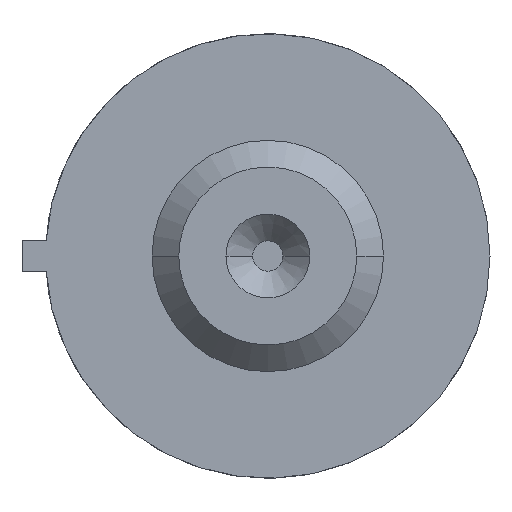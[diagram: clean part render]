
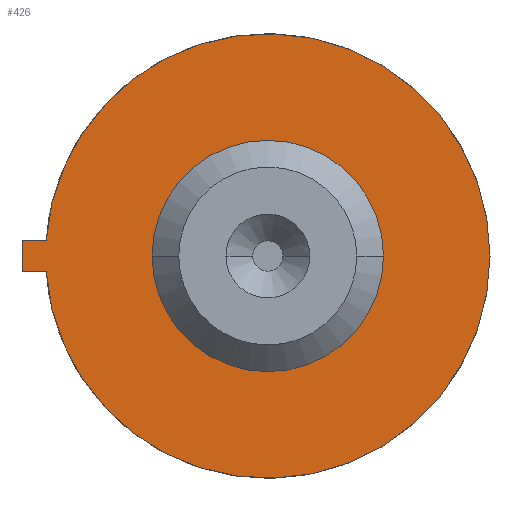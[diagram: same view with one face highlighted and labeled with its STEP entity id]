
A CAD part, front view. The second image highlights one B-rep face of the part: STEP entity #426.
In plain terms, the highlighted planar face has unit normal (0, -1, 0).
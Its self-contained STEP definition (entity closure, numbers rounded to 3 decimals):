
#1=DIRECTION('',(-1.,0.,0.));
#2=VECTOR('',#1,0.768);
#3=CARTESIAN_POINT('',(-7.057,0.,-0.5));
#4=LINE('',#3,#2);
#5=DIRECTION('',(0.,0.,1.));
#6=VECTOR('',#5,1.);
#7=CARTESIAN_POINT('',(-7.825,0.,-0.5));
#8=LINE('',#7,#6);
#9=DIRECTION('',(1.,0.,0.));
#10=VECTOR('',#9,0.768);
#11=CARTESIAN_POINT('',(-7.825,0.,0.5));
#12=LINE('',#11,#10);
#13=CARTESIAN_POINT('',(0.,0.,0.));
#14=DIRECTION('',(0.,-1.,0.));
#15=DIRECTION('',(1.,0.,0.));
#16=AXIS2_PLACEMENT_3D('',#13,#14,#15);
#18=CARTESIAN_POINT('',(0.,0.,0.));
#19=DIRECTION('',(0.,-1.,0.));
#20=DIRECTION('',(-1.,0.,0.));
#21=AXIS2_PLACEMENT_3D('',#18,#19,#20);
#33=CARTESIAN_POINT('',(0.,0.,0.));
#34=DIRECTION('',(0.,1.,0.));
#35=DIRECTION('',(1.,0.,0.));
#36=AXIS2_PLACEMENT_3D('',#33,#34,#35);
#68=CARTESIAN_POINT('',(0.,0.,0.));
#69=DIRECTION('',(0.,-1.,0.));
#70=DIRECTION('',(1.,0.,0.));
#71=AXIS2_PLACEMENT_3D('',#68,#69,#70);
#321=CARTESIAN_POINT('',(7.075,0.,0.));
#323=VERTEX_POINT('',#321);
#355=CARTESIAN_POINT('',(-7.825,0.,-0.5));
#356=CARTESIAN_POINT('',(-7.825,0.,0.5));
#357=VERTEX_POINT('',#355);
#358=VERTEX_POINT('',#356);
#367=CARTESIAN_POINT('',(-7.057,0.,0.5));
#368=VERTEX_POINT('',#367);
#371=CARTESIAN_POINT('',(-7.057,0.,-0.5));
#372=VERTEX_POINT('',#371);
#383=CARTESIAN_POINT('',(3.683,0.,0.));
#384=CARTESIAN_POINT('',(-3.683,0.,0.));
#385=VERTEX_POINT('',#383);
#386=VERTEX_POINT('',#384);
#403=CARTESIAN_POINT('',(0.,0.,0.));
#404=DIRECTION('',(0.,-1.,0.));
#405=DIRECTION('',(-1.,0.,0.));
#406=AXIS2_PLACEMENT_3D('',#403,#404,#405);
#407=PLANE('',#406);
#409=ORIENTED_EDGE('',*,*,#408,.T.);
#411=ORIENTED_EDGE('',*,*,#410,.T.);
#413=ORIENTED_EDGE('',*,*,#412,.T.);
#415=ORIENTED_EDGE('',*,*,#414,.T.);
#417=ORIENTED_EDGE('',*,*,#416,.F.);
#418=EDGE_LOOP('',(#409,#411,#413,#415,#417));
#419=FACE_OUTER_BOUND('',#418,.F.);
#421=ORIENTED_EDGE('',*,*,#420,.T.);
#423=ORIENTED_EDGE('',*,*,#422,.T.);
#424=EDGE_LOOP('',(#421,#423));
#425=FACE_BOUND('',#424,.F.);
#426=ADVANCED_FACE('',(#419,#425),#407,.T.);
#17=CIRCLE('',#16,3.683);
#22=CIRCLE('',#21,3.683);
#37=CIRCLE('',#36,7.075);
#72=CIRCLE('',#71,7.075);
#408=EDGE_CURVE('',#323,#372,#37,.T.);
#410=EDGE_CURVE('',#372,#357,#4,.T.);
#412=EDGE_CURVE('',#357,#358,#8,.T.);
#414=EDGE_CURVE('',#358,#368,#12,.T.);
#416=EDGE_CURVE('',#323,#368,#72,.T.);
#420=EDGE_CURVE('',#385,#386,#17,.T.);
#422=EDGE_CURVE('',#386,#385,#22,.T.);
